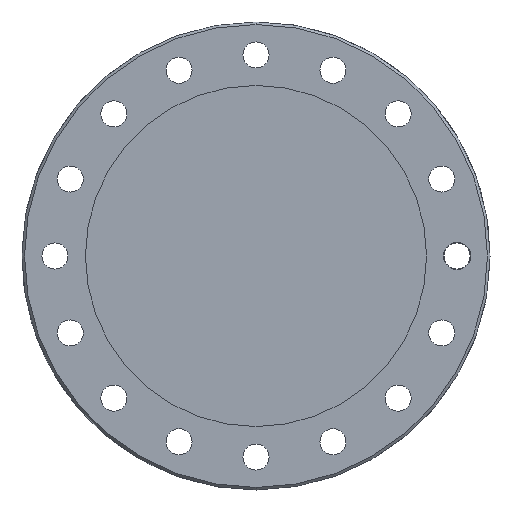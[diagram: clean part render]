
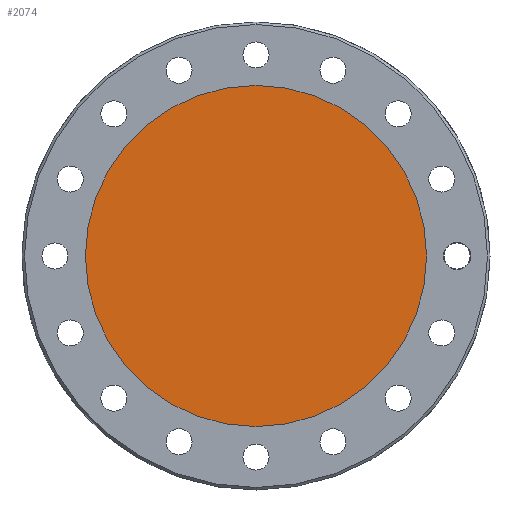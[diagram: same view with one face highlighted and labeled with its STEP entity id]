
A CAD part, front view. The second image highlights one B-rep face of the part: STEP entity #2074.
In plain terms, the highlighted planar face has unit normal (0, -1, 0).
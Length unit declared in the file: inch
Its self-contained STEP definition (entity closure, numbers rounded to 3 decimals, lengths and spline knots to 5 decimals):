
#56 = DIRECTION ( 'NONE',  ( 0.547, 0., -0.837 ) ) ;
#81 = PLANE ( 'NONE',  #2480 ) ;
#275 = CARTESIAN_POINT ( 'NONE',  ( 0., 0.018, -2.175 ) ) ;
#479 = AXIS2_PLACEMENT_3D ( 'NONE', #1820, #1422, #2173 ) ;
#525 = EDGE_LOOP ( 'NONE', ( #1262, #957 ) ) ;
#602 = AXIS2_PLACEMENT_3D ( 'NONE', #1917, #2360, #1173 ) ;
#957 = ORIENTED_EDGE ( 'NONE', *, *, #2040, .F. ) ;
#1173 = DIRECTION ( 'NONE',  ( -0.547, 0., 0.837 ) ) ;
#1262 = ORIENTED_EDGE ( 'NONE', *, *, #2372, .F. ) ;
#1422 = DIRECTION ( 'NONE',  ( 0., 1., 0. ) ) ;
#1681 = CARTESIAN_POINT ( 'NONE',  ( 0., 0.018, 2.175 ) ) ;
#1701 = VERTEX_POINT ( 'NONE', #1681 ) ;
#1820 = CARTESIAN_POINT ( 'NONE',  ( 0., 0.018, 0. ) ) ;
#1856 = CARTESIAN_POINT ( 'NONE',  ( 0., 0.018, 0. ) ) ;
#1917 = CARTESIAN_POINT ( 'NONE',  ( 0., 0.018, 0. ) ) ;
#2009 = CIRCLE ( 'NONE', #602, 2.175 ) ;
#2040 = EDGE_CURVE ( 'NONE', #1701, #2111, #2142, .T. ) ;
#2074 = ADVANCED_FACE ( 'NONE', ( #2075 ), #81, .T. ) ;
#2075 = FACE_OUTER_BOUND ( 'NONE', #525, .T. ) ;
#2111 = VERTEX_POINT ( 'NONE', #275 ) ;
#2142 = CIRCLE ( 'NONE', #479, 2.175 ) ;
#2173 = DIRECTION ( 'NONE',  ( -0.547, 0., 0.837 ) ) ;
#2272 = DIRECTION ( 'NONE',  ( 0., -1., 0. ) ) ;
#2360 = DIRECTION ( 'NONE',  ( 0., 1., 0. ) ) ;
#2372 = EDGE_CURVE ( 'NONE', #2111, #1701, #2009, .T. ) ;
#2480 = AXIS2_PLACEMENT_3D ( 'NONE', #1856, #2272, #56 ) ;
